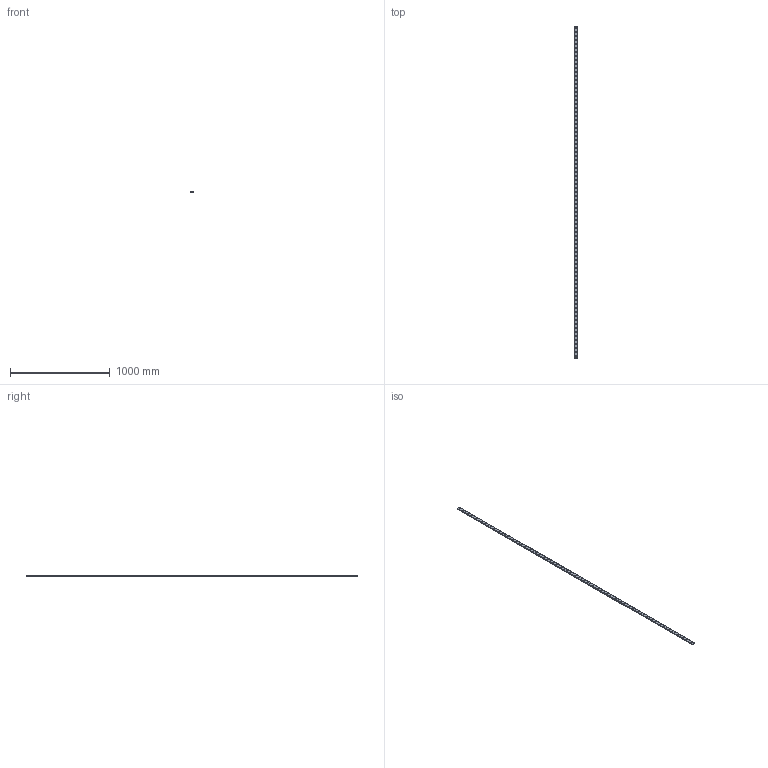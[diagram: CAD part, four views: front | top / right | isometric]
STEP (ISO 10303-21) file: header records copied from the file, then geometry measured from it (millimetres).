
FILE_DESCRIPTION(('STEP AP214'),'1');
FILE_NAME('cctmp_0FBA1AD6-728E-4D58-8A34-DB7278380B85_2021_03_02_10_37_39_0925..stp','2021-03-02T09:37:40',('HIWIN GmbH'),('CADClick - www.CADClick.com'),'Spatial InterOp 3D',' ','unknown authorization');
FILE_SCHEMA(('AUTOMOTIVE_DESIGN'));
Length unit declared in the file: millimetre
Products named in the file (1): WER17R3320H_FILE
Bounding box: 33 x 3320 x 9.3 mm (x, y, z)
Volume: 917026.5 mm3; surface area: 324450.1 mm2
Topology: 1 solids, 1 shells, 1597 faces, 3279 edges, 2186 vertices
Faces by surface type: cylinder 1014, plane 583
Entity records: 55941 total; most frequent: DIRECTION 8503, CARTESIAN_POINT 7063, ORIENTED_EDGE 6558, AXIS2_PLACEMENT_3D 3626, EDGE_CURVE 3279, VERTEX_POINT 2186, EDGE_LOOP 2099, CIRCLE 2028
